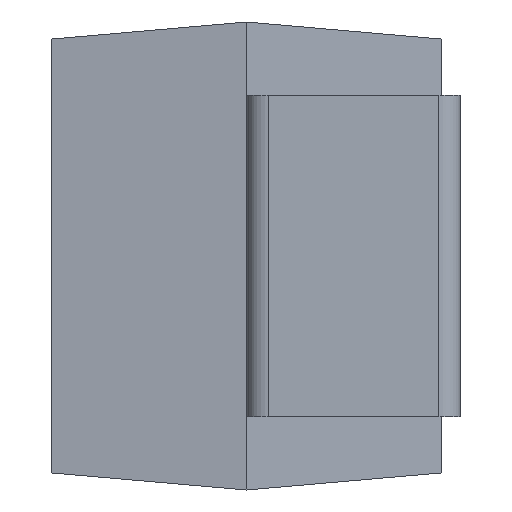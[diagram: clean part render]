
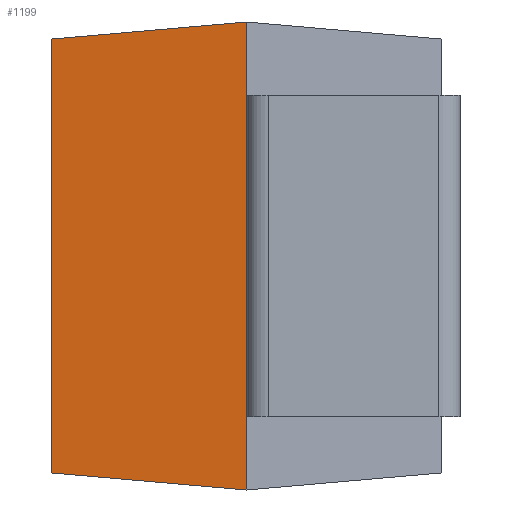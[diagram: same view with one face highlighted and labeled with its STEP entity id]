
A CAD part, left-side view. The second image highlights one B-rep face of the part: STEP entity #1199.
In plain terms, the highlighted planar face has unit normal (-0.996, 0.087, 0).
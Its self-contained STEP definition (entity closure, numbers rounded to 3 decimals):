
#48 = EDGE_LOOP ( 'NONE', ( #793, #2067, #1783, #758, #193, #404 ) ) ;
#73 = VECTOR ( 'NONE', #1200, 1000. ) ;
#105 = DIRECTION ( 'NONE',  ( -0.996, 0.087, 0. ) ) ;
#112 = AXIS2_PLACEMENT_3D ( 'NONE', #1572, #105, #1584 ) ;
#121 = CARTESIAN_POINT ( 'NONE',  ( -2.85, 1.465, 1.6 ) ) ;
#180 = EDGE_CURVE ( 'NONE', #275, #679, #1159, .T. ) ;
#193 = ORIENTED_EDGE ( 'NONE', *, *, #1288, .F. ) ;
#275 = VERTEX_POINT ( 'NONE', #672 ) ;
#311 = VECTOR ( 'NONE', #1885, 1000. ) ;
#404 = ORIENTED_EDGE ( 'NONE', *, *, #1074, .T. ) ;
#414 = FACE_OUTER_BOUND ( 'NONE', #48, .T. ) ;
#461 = VECTOR ( 'NONE', #835, 1000. ) ;
#524 = CARTESIAN_POINT ( 'NONE',  ( -2.85, 1.465, -1.1 ) ) ;
#530 = CARTESIAN_POINT ( 'NONE',  ( -2.85, 1.465, 1.6 ) ) ;
#665 = VERTEX_POINT ( 'NONE', #524 ) ;
#667 = EDGE_CURVE ( 'NONE', #665, #1410, #1019, .T. ) ;
#672 = CARTESIAN_POINT ( 'NONE',  ( -2.733, 2.8, 1.483 ) ) ;
#679 = VERTEX_POINT ( 'NONE', #2008 ) ;
#732 = CARTESIAN_POINT ( 'NONE',  ( -2.826, 1.741, -1.576 ) ) ;
#758 = ORIENTED_EDGE ( 'NONE', *, *, #180, .F. ) ;
#793 = ORIENTED_EDGE ( 'NONE', *, *, #1131, .T. ) ;
#813 = LINE ( 'NONE', #121, #1765 ) ;
#835 = DIRECTION ( 'NONE',  ( 0., 0., 1. ) ) ;
#864 = VERTEX_POINT ( 'NONE', #1737 ) ;
#983 = EDGE_CURVE ( 'NONE', #1410, #679, #813, .T. ) ;
#1017 = CARTESIAN_POINT ( 'NONE',  ( -2.85, 1.465, 1.1 ) ) ;
#1019 = LINE ( 'NONE', #1660, #461 ) ;
#1074 = EDGE_CURVE ( 'NONE', #1320, #864, #1525, .T. ) ;
#1131 = EDGE_CURVE ( 'NONE', #864, #665, #2013, .T. ) ;
#1149 = CARTESIAN_POINT ( 'NONE',  ( -2.733, 2.8, 1.6 ) ) ;
#1159 = LINE ( 'NONE', #1319, #2142 ) ;
#1199 = ADVANCED_FACE ( 'NONE', ( #414 ), #1423, .T. ) ;
#1200 = DIRECTION ( 'NONE',  ( 0., 0., 1. ) ) ;
#1288 = EDGE_CURVE ( 'NONE', #1320, #275, #1502, .T. ) ;
#1319 = CARTESIAN_POINT ( 'NONE',  ( -2.807, 1.956, 1.557 ) ) ;
#1320 = VERTEX_POINT ( 'NONE', #1654 ) ;
#1365 = VECTOR ( 'NONE', #1511, 1000. ) ;
#1410 = VERTEX_POINT ( 'NONE', #1017 ) ;
#1423 = PLANE ( 'NONE',  #112 ) ;
#1478 = DIRECTION ( 'NONE',  ( 0., 0., 1. ) ) ;
#1502 = LINE ( 'NONE', #1149, #1365 ) ;
#1511 = DIRECTION ( 'NONE',  ( 0., 0., 1. ) ) ;
#1525 = LINE ( 'NONE', #732, #311 ) ;
#1572 = CARTESIAN_POINT ( 'NONE',  ( -2.85, 1.465, 1.6 ) ) ;
#1584 = DIRECTION ( 'NONE',  ( -0.087, -0.996, 0. ) ) ;
#1654 = CARTESIAN_POINT ( 'NONE',  ( -2.733, 2.8, -1.483 ) ) ;
#1660 = CARTESIAN_POINT ( 'NONE',  ( -2.85, 1.465, -1.1 ) ) ;
#1737 = CARTESIAN_POINT ( 'NONE',  ( -2.85, 1.465, -1.6 ) ) ;
#1765 = VECTOR ( 'NONE', #1478, 1000. ) ;
#1783 = ORIENTED_EDGE ( 'NONE', *, *, #983, .T. ) ;
#1812 = DIRECTION ( 'NONE',  ( -0.087, -0.992, 0.087 ) ) ;
#1885 = DIRECTION ( 'NONE',  ( -0.087, -0.992, -0.087 ) ) ;
#2008 = CARTESIAN_POINT ( 'NONE',  ( -2.85, 1.465, 1.6 ) ) ;
#2013 = LINE ( 'NONE', #530, #73 ) ;
#2067 = ORIENTED_EDGE ( 'NONE', *, *, #667, .T. ) ;
#2142 = VECTOR ( 'NONE', #1812, 1000. ) ;
